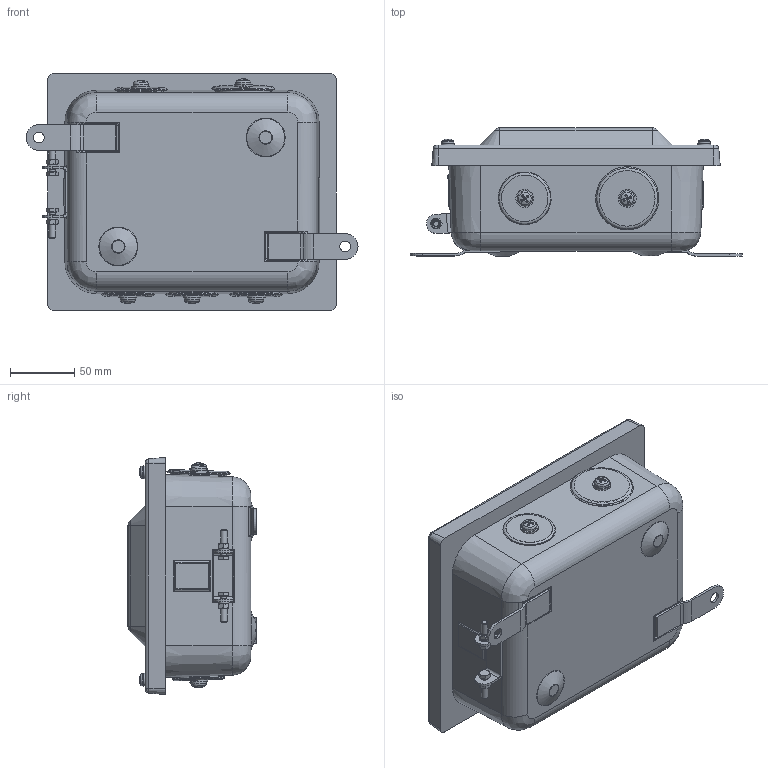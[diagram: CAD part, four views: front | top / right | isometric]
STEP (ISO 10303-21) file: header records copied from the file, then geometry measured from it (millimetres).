
FILE_DESCRIPTION(/* description */ (''),/* implementation_level */ '2;1');
FILE_NAME(/* name */ '',/* time_stamp */ '2025-07-23T11:30:58+07:00',/* author */ ('zeta-72'),/* organization */ (''),/* preprocessor_version */ 'ST-DEVELOPER v19.2',/* originating_system */ 'Autodesk Inventor 2024',/* authorisation */ '');
FILE_SCHEMA (('AUTOMOTIVE_DESIGN { 1 0 10303 214 3 1 1 }'));
Length unit declared in the file: millimetre
Products named in the file (1): ЗЭТА.030.380.000 СБ Коробка 
металлическая 250х1
75х100 IP65_Упростить_1
Bounding box: 259 x 100 x 185 mm (x, y, z)
Volume: 2745806.4 mm3; surface area: 155636.6 mm2
Topology: 1 solids, 1 shells, 562 faces, 1415 edges, 888 vertices
Faces by surface type: plane 193, cone 151, cylinder 106, torus 75, bspline 24, sphere 13
Full cylindrical faces by diameter (mm): 4.567 x2, 5 x4, 6.7 x2, 8.5 x2, 10 x4, 14 x5, 36 x4, 44 x1
Entity records: 18979 total; most frequent: CARTESIAN_POINT 5362, ORIENTED_EDGE 2788, DIRECTION 2700, EDGE_CURVE 1394, AXIS2_PLACEMENT_3D 1125, VERTEX_POINT 888, EDGE_LOOP 624, STYLED_ITEM 563
